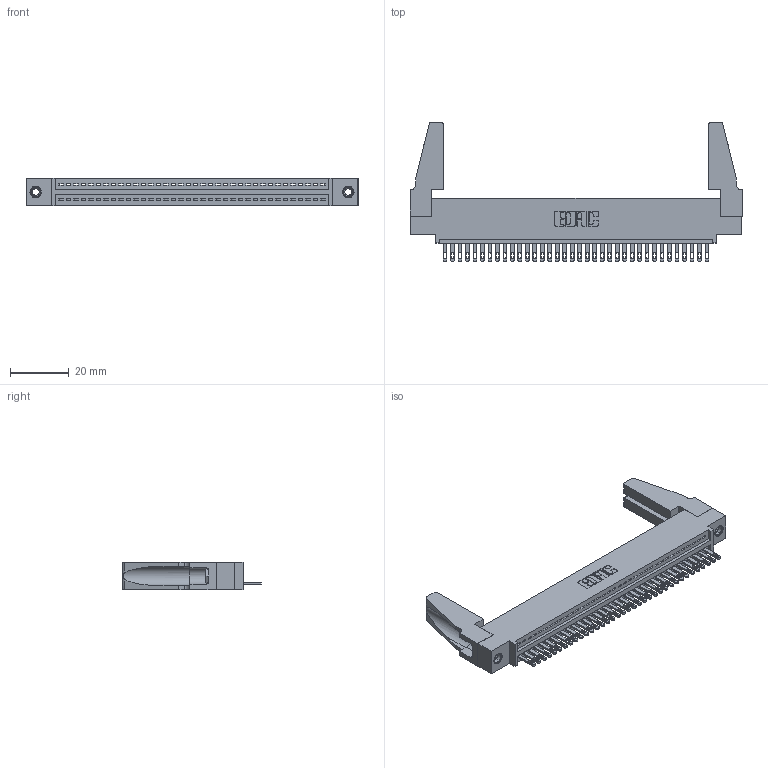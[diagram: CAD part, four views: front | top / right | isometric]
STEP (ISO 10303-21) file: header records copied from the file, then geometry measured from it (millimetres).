
FILE_DESCRIPTION (( 'STEP AP203' ), '1' );
FILE_NAME ('345-036-500-488.STEP', '2019-10-07T22:08:43', ( '' ), ( '' ), 'SwSTEP 2.0', 'SolidWorks 2016', '' );
FILE_SCHEMA (( 'CONFIG_CONTROL_DESIGN' ));
Length unit declared in the file: inch
Products named in the file (5): 345-250-001_345-250-001-102; 345-220-078_345-220-088; 345-292-001_345-293-100; 345-036-500-488; 345 Part_0.110 Offset - 0.156 Dia-TH
Assembly tree (41 placements, depth 2):
  345-036-500-488
    345 Part_0.110 Offset - 0.156 Dia-TH
    345-292-001_345-293-100  x36
    345-250-001_345-250-001-102  x2
    345-220-078_345-220-088  x2
Bounding box: 112.67 x 47.17 x 9.4 mm (x, y, z)
Volume: 13854.2 mm3; surface area: 17299.1 mm2
Topology: 41 solids, 41 shells, 2198 faces, 6715 edges, 4466 vertices
Faces by surface type: plane 1380, cylinder 802, cone 12, torus 4
Entity records: 30112 total; most frequent: CARTESIAN_POINT 5206, ORIENTED_EDGE 5136, DIRECTION 4564, EDGE_CURVE 2568, LINE 2246, VECTOR 2246, VERTEX_POINT 1706, AXIS2_PLACEMENT_3D 1159
